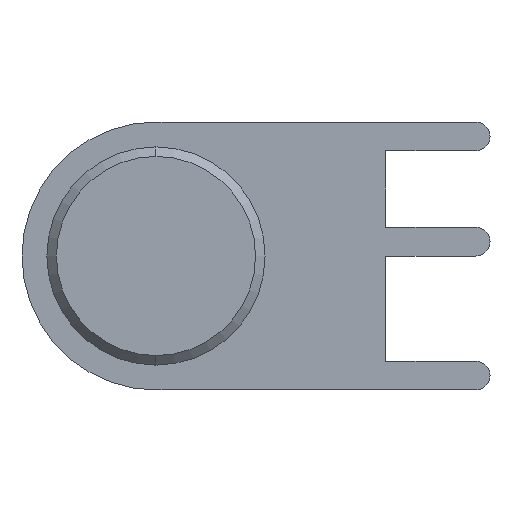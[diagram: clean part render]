
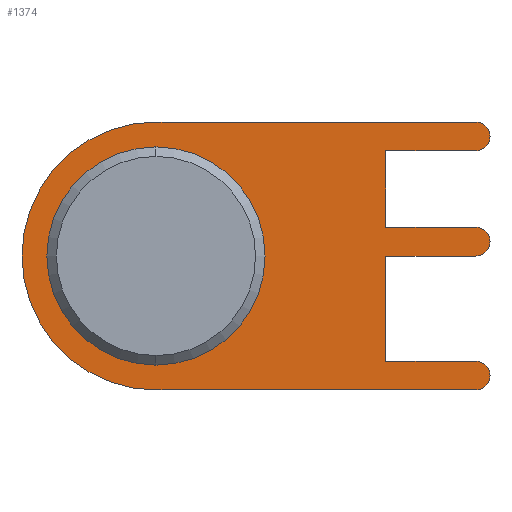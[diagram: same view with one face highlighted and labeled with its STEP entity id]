
A CAD part, left-side view. The second image highlights one B-rep face of the part: STEP entity #1374.
In plain terms, the highlighted planar face has unit normal (-1, 0, 0).
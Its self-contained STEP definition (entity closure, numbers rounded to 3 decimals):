
#14 = CIRCLE ( 'NONE', #197, 0.75 ) ;
#17 = AXIS2_PLACEMENT_3D ( 'NONE', #165, #794, #257 ) ;
#18 = VERTEX_POINT ( 'NONE', #1394 ) ;
#24 = VERTEX_POINT ( 'NONE', #390 ) ;
#32 = CARTESIAN_POINT ( 'NONE',  ( 4., -16.7, -7. ) ) ;
#40 = DIRECTION ( 'NONE',  ( 0., 0., 1. ) ) ;
#42 = ORIENTED_EDGE ( 'NONE', *, *, #683, .F. ) ;
#72 = LINE ( 'NONE', #279, #941 ) ;
#74 = DIRECTION ( 'NONE',  ( 0., 0., 1. ) ) ;
#78 = VERTEX_POINT ( 'NONE', #393 ) ;
#109 = LINE ( 'NONE', #540, #530 ) ;
#129 = CIRCLE ( 'NONE', #17, 5.7 ) ;
#142 = LINE ( 'NONE', #568, #927 ) ;
#144 = DIRECTION ( 'NONE',  ( 0., 0., 1. ) ) ;
#146 = VERTEX_POINT ( 'NONE', #202 ) ;
#151 = VECTOR ( 'NONE', #1167, 1000. ) ;
#163 = ORIENTED_EDGE ( 'NONE', *, *, #543, .T. ) ;
#165 = CARTESIAN_POINT ( 'NONE',  ( 4., 0., 0. ) ) ;
#167 = LINE ( 'NONE', #271, #1341 ) ;
#171 = AXIS2_PLACEMENT_3D ( 'NONE', #1052, #1403, #281 ) ;
#185 = EDGE_CURVE ( 'NONE', #1386, #1149, #418, .T. ) ;
#197 = AXIS2_PLACEMENT_3D ( 'NONE', #299, #742, #1067 ) ;
#202 = CARTESIAN_POINT ( 'NONE',  ( 4., -12., 0. ) ) ;
#257 = DIRECTION ( 'NONE',  ( 0., 0., 1. ) ) ;
#258 = AXIS2_PLACEMENT_3D ( 'NONE', #363, #679, #144 ) ;
#271 = CARTESIAN_POINT ( 'NONE',  ( 4., 0., 5.5 ) ) ;
#272 = VERTEX_POINT ( 'NONE', #337 ) ;
#279 = CARTESIAN_POINT ( 'NONE',  ( 4., 0., 7. ) ) ;
#281 = DIRECTION ( 'NONE',  ( 0., 0., 1. ) ) ;
#298 = EDGE_LOOP ( 'NONE', ( #1060, #447 ) ) ;
#299 = CARTESIAN_POINT ( 'NONE',  ( 4., -16.7, 0.75 ) ) ;
#313 = DIRECTION ( 'NONE',  ( 0., 0., 1. ) ) ;
#321 = DIRECTION ( 'NONE',  ( 0., -1., 0. ) ) ;
#337 = CARTESIAN_POINT ( 'NONE',  ( 4., 0., -7. ) ) ;
#346 = EDGE_CURVE ( 'NONE', #1417, #24, #129, .T. ) ;
#350 = CARTESIAN_POINT ( 'NONE',  ( 4., 0., 0. ) ) ;
#354 = CARTESIAN_POINT ( 'NONE',  ( 4., -16.7, -5.5 ) ) ;
#363 = CARTESIAN_POINT ( 'NONE',  ( 4., -16.7, -6.25 ) ) ;
#366 = EDGE_CURVE ( 'NONE', #477, #272, #930, .T. ) ;
#376 = VERTEX_POINT ( 'NONE', #354 ) ;
#386 = VERTEX_POINT ( 'NONE', #585 ) ;
#389 = AXIS2_PLACEMENT_3D ( 'NONE', #350, #1020, #1324 ) ;
#390 = CARTESIAN_POINT ( 'NONE',  ( 4., 0., -5.7 ) ) ;
#393 = CARTESIAN_POINT ( 'NONE',  ( 4., -16.7, 7. ) ) ;
#396 = EDGE_CURVE ( 'NONE', #1050, #146, #142, .T. ) ;
#397 = DIRECTION ( 'NONE',  ( 0., -1., 0. ) ) ;
#418 = LINE ( 'NONE', #1301, #1185 ) ;
#447 = ORIENTED_EDGE ( 'NONE', *, *, #346, .T. ) ;
#459 = FACE_BOUND ( 'NONE', #298, .T. ) ;
#461 = CARTESIAN_POINT ( 'NONE',  ( 4., 0., 0. ) ) ;
#476 = DIRECTION ( 'NONE',  ( 0., 0., 1. ) ) ;
#477 = VERTEX_POINT ( 'NONE', #1163 ) ;
#483 = VECTOR ( 'NONE', #946, 1000. ) ;
#509 = ORIENTED_EDGE ( 'NONE', *, *, #1066, .T. ) ;
#530 = VECTOR ( 'NONE', #1208, 1000. ) ;
#532 = EDGE_CURVE ( 'NONE', #24, #1417, #646, .T. ) ;
#540 = CARTESIAN_POINT ( 'NONE',  ( 4., 0., 1.5 ) ) ;
#543 = EDGE_CURVE ( 'NONE', #18, #78, #1087, .T. ) ;
#568 = CARTESIAN_POINT ( 'NONE',  ( 4., -12., 0. ) ) ;
#585 = CARTESIAN_POINT ( 'NONE',  ( 4., -16.7, 0. ) ) ;
#597 = VERTEX_POINT ( 'NONE', #1217 ) ;
#599 = CARTESIAN_POINT ( 'NONE',  ( 4., 0., 0. ) ) ;
#610 = LINE ( 'NONE', #717, #151 ) ;
#646 = CIRCLE ( 'NONE', #948, 5.7 ) ;
#671 = FACE_OUTER_BOUND ( 'NONE', #703, .T. ) ;
#679 = DIRECTION ( 'NONE',  ( -1., 0., 0. ) ) ;
#683 = EDGE_CURVE ( 'NONE', #1050, #376, #610, .T. ) ;
#703 = EDGE_LOOP ( 'NONE', ( #769, #163, #1372, #1032, #877, #509, #42, #1051, #1134, #1339, #1114, #953 ) ) ;
#717 = CARTESIAN_POINT ( 'NONE',  ( 4., 0., -5.5 ) ) ;
#742 = DIRECTION ( 'NONE',  ( -1., 0., 0. ) ) ;
#758 = LINE ( 'NONE', #1196, #1152 ) ;
#760 = EDGE_CURVE ( 'NONE', #1149, #18, #167, .T. ) ;
#769 = ORIENTED_EDGE ( 'NONE', *, *, #760, .T. ) ;
#770 = PLANE ( 'NONE',  #389 ) ;
#771 = CIRCLE ( 'NONE', #258, 0.75 ) ;
#789 = CARTESIAN_POINT ( 'NONE',  ( 4., 0., 5.7 ) ) ;
#794 = DIRECTION ( 'NONE',  ( 1., 0., 0. ) ) ;
#808 = DIRECTION ( 'NONE',  ( -1., 0., 0. ) ) ;
#877 = ORIENTED_EDGE ( 'NONE', *, *, #1326, .T. ) ;
#895 = EDGE_CURVE ( 'NONE', #386, #597, #14, .T. ) ;
#927 = VECTOR ( 'NONE', #476, 1000. ) ;
#930 = CIRCLE ( 'NONE', #1369, 7. ) ;
#931 = DIRECTION ( 'NONE',  ( 0., -1., 0. ) ) ;
#938 = CARTESIAN_POINT ( 'NONE',  ( 4., 0., 0. ) ) ;
#941 = VECTOR ( 'NONE', #397, 1000. ) ;
#946 = DIRECTION ( 'NONE',  ( 0., 1., 0. ) ) ;
#948 = AXIS2_PLACEMENT_3D ( 'NONE', #599, #1043, #74 ) ;
#953 = ORIENTED_EDGE ( 'NONE', *, *, #185, .T. ) ;
#1020 = DIRECTION ( 'NONE',  ( -1., 0., 0. ) ) ;
#1032 = ORIENTED_EDGE ( 'NONE', *, *, #366, .T. ) ;
#1043 = DIRECTION ( 'NONE',  ( 1., 0., 0. ) ) ;
#1050 = VERTEX_POINT ( 'NONE', #1322 ) ;
#1051 = ORIENTED_EDGE ( 'NONE', *, *, #396, .T. ) ;
#1052 = CARTESIAN_POINT ( 'NONE',  ( 4., -16.7, 6.25 ) ) ;
#1060 = ORIENTED_EDGE ( 'NONE', *, *, #532, .T. ) ;
#1066 = EDGE_CURVE ( 'NONE', #1119, #376, #771, .T. ) ;
#1067 = DIRECTION ( 'NONE',  ( 0., 0., 1. ) ) ;
#1087 = CIRCLE ( 'NONE', #171, 0.75 ) ;
#1114 = ORIENTED_EDGE ( 'NONE', *, *, #1334, .T. ) ;
#1119 = VERTEX_POINT ( 'NONE', #32 ) ;
#1134 = ORIENTED_EDGE ( 'NONE', *, *, #1164, .F. ) ;
#1143 = LINE ( 'NONE', #938, #483 ) ;
#1146 = EDGE_CURVE ( 'NONE', #477, #78, #72, .T. ) ;
#1149 = VERTEX_POINT ( 'NONE', #1262 ) ;
#1152 = VECTOR ( 'NONE', #321, 1000. ) ;
#1163 = CARTESIAN_POINT ( 'NONE',  ( 4., 0., 7. ) ) ;
#1164 = EDGE_CURVE ( 'NONE', #386, #146, #1143, .T. ) ;
#1167 = DIRECTION ( 'NONE',  ( 0., -1., 0. ) ) ;
#1185 = VECTOR ( 'NONE', #313, 1000. ) ;
#1196 = CARTESIAN_POINT ( 'NONE',  ( 4., 0., -7. ) ) ;
#1208 = DIRECTION ( 'NONE',  ( 0., 1., 0. ) ) ;
#1217 = CARTESIAN_POINT ( 'NONE',  ( 4., -16.7, 1.5 ) ) ;
#1262 = CARTESIAN_POINT ( 'NONE',  ( 4., -12., 5.5 ) ) ;
#1301 = CARTESIAN_POINT ( 'NONE',  ( 4., -12., 0. ) ) ;
#1322 = CARTESIAN_POINT ( 'NONE',  ( 4., -12., -5.5 ) ) ;
#1324 = DIRECTION ( 'NONE',  ( 0., 0., 1. ) ) ;
#1326 = EDGE_CURVE ( 'NONE', #272, #1119, #758, .T. ) ;
#1330 = CARTESIAN_POINT ( 'NONE',  ( 4., -12., 1.5 ) ) ;
#1334 = EDGE_CURVE ( 'NONE', #597, #1386, #109, .T. ) ;
#1339 = ORIENTED_EDGE ( 'NONE', *, *, #895, .T. ) ;
#1341 = VECTOR ( 'NONE', #931, 1000. ) ;
#1369 = AXIS2_PLACEMENT_3D ( 'NONE', #461, #808, #40 ) ;
#1372 = ORIENTED_EDGE ( 'NONE', *, *, #1146, .F. ) ;
#1374 = ADVANCED_FACE ( 'NONE', ( #459, #671 ), #770, .T. ) ;
#1386 = VERTEX_POINT ( 'NONE', #1330 ) ;
#1394 = CARTESIAN_POINT ( 'NONE',  ( 4., -16.7, 5.5 ) ) ;
#1403 = DIRECTION ( 'NONE',  ( -1., 0., 0. ) ) ;
#1417 = VERTEX_POINT ( 'NONE', #789 ) ;
